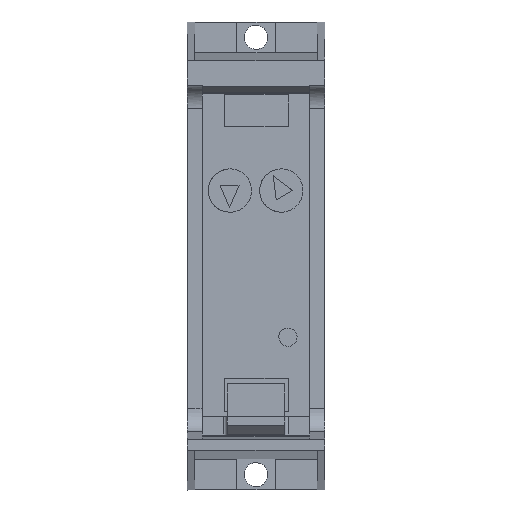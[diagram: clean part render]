
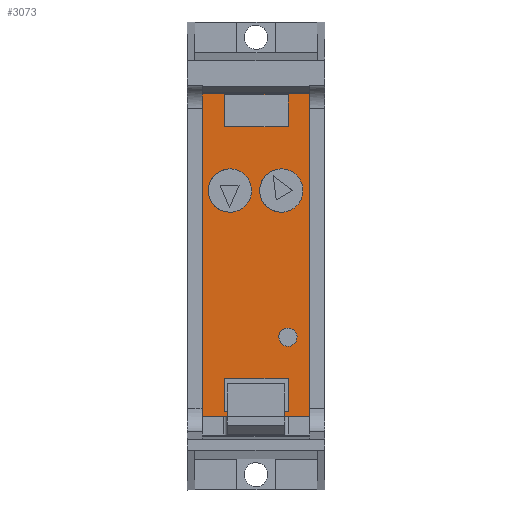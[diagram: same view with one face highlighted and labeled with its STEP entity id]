
A CAD part, top view. The second image highlights one B-rep face of the part: STEP entity #3073.
In plain terms, the highlighted planar face has unit normal (0, 0, 1).
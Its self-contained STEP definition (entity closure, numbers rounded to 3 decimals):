
#566=AXIS2_PLACEMENT_3D('Circle Axis2P3D',#564,#565,$) ;
#805=AXIS2_PLACEMENT_3D('Circle Axis2P3D',#803,#804,$) ;
#3042=AXIS2_PLACEMENT_3D('Plane Axis2P3D',#3039,#3040,#3041) ;
#37=CARTESIAN_POINT('Line Origine',(8.95,51.525,17.51)) ;
#41=CARTESIAN_POINT('Vertex',(15.939,51.525,17.51)) ;
#43=CARTESIAN_POINT('Vertex',(1.961,51.525,17.51)) ;
#77=CARTESIAN_POINT('Line Origine',(15.939,30.475,17.51)) ;
#81=CARTESIAN_POINT('Vertex',(15.939,9.425,17.51)) ;
#310=CARTESIAN_POINT('Vertex',(1.961,9.425,17.51)) ;
#313=CARTESIAN_POINT('Line Origine',(1.961,9.525,17.51)) ;
#317=CARTESIAN_POINT('Vertex',(1.961,9.625,17.51)) ;
#320=CARTESIAN_POINT('Line Origine',(1.961,30.394,17.51)) ;
#324=CARTESIAN_POINT('Vertex',(1.961,51.162,17.51)) ;
#327=CARTESIAN_POINT('Line Origine',(1.961,51.344,17.51)) ;
#365=CARTESIAN_POINT('Line Origine',(8.95,9.425,17.51)) ;
#414=CARTESIAN_POINT('Line Origine',(9.,47.175,17.51)) ;
#418=CARTESIAN_POINT('Vertex',(4.85,47.175,17.51)) ;
#420=CARTESIAN_POINT('Vertex',(13.15,47.175,17.51)) ;
#462=CARTESIAN_POINT('Line Origine',(13.15,51.343,17.51)) ;
#466=CARTESIAN_POINT('Vertex',(13.15,51.355,17.51)) ;
#468=CARTESIAN_POINT('Vertex',(13.15,51.331,17.51)) ;
#483=CARTESIAN_POINT('Line Origine',(13.15,49.253,17.51)) ;
#502=CARTESIAN_POINT('Line Origine',(9.,51.355,17.51)) ;
#506=CARTESIAN_POINT('Vertex',(4.85,51.355,17.51)) ;
#533=CARTESIAN_POINT('Line Origine',(4.85,49.265,17.51)) ;
#559=CARTESIAN_POINT('Vertex',(5.852,36.083,17.51)) ;
#564=CARTESIAN_POINT('Axis2P3D Location',(5.56,38.883,17.51)) ;
#568=CARTESIAN_POINT('Vertex',(5.268,41.683,17.51)) ;
#591=CARTESIAN_POINT('Control Point',(5.268,41.683,17.51)) ;
#592=CARTESIAN_POINT('Control Point',(4.388,41.591,17.51)) ;
#593=CARTESIAN_POINT('Control Point',(3.545,41.154,17.51)) ;
#594=CARTESIAN_POINT('Control Point',(2.922,40.386,17.51)) ;
#595=CARTESIAN_POINT('Control Point',(2.415,38.555,17.51)) ;
#596=CARTESIAN_POINT('Control Point',(3.289,36.868,17.51)) ;
#597=CARTESIAN_POINT('Control Point',(4.057,36.245,17.51)) ;
#598=CARTESIAN_POINT('Control Point',(4.972,35.991,17.51)) ;
#599=CARTESIAN_POINT('Control Point',(5.852,36.083,17.51)) ;
#624=CARTESIAN_POINT('Line Origine',(9.,10.172,17.51)) ;
#628=CARTESIAN_POINT('Vertex',(4.85,10.172,17.51)) ;
#630=CARTESIAN_POINT('Vertex',(13.15,10.172,17.51)) ;
#681=CARTESIAN_POINT('Line Origine',(13.15,12.324,17.51)) ;
#685=CARTESIAN_POINT('Vertex',(13.15,14.475,17.51)) ;
#707=CARTESIAN_POINT('Line Origine',(9.,14.475,17.51)) ;
#711=CARTESIAN_POINT('Vertex',(4.85,14.475,17.51)) ;
#734=CARTESIAN_POINT('Line Origine',(4.85,12.324,17.51)) ;
#760=CARTESIAN_POINT('Vertex',(11.948,41.683,17.51)) ;
#766=CARTESIAN_POINT('Control Point',(11.948,41.683,17.51)) ;
#767=CARTESIAN_POINT('Control Point',(11.068,41.591,17.51)) ;
#768=CARTESIAN_POINT('Control Point',(10.225,41.154,17.51)) ;
#769=CARTESIAN_POINT('Control Point',(9.602,40.386,17.51)) ;
#770=CARTESIAN_POINT('Control Point',(9.095,38.555,17.51)) ;
#771=CARTESIAN_POINT('Control Point',(9.969,36.868,17.51)) ;
#772=CARTESIAN_POINT('Control Point',(10.737,36.245,17.51)) ;
#773=CARTESIAN_POINT('Control Point',(11.652,35.991,17.51)) ;
#774=CARTESIAN_POINT('Control Point',(12.532,36.083,17.51)) ;
#775=CARTESIAN_POINT('Vertex',(12.532,36.083,17.51)) ;
#803=CARTESIAN_POINT('Axis2P3D Location',(12.24,38.883,17.51)) ;
#3039=CARTESIAN_POINT('Axis2P3D Location',(18.05,9.425,17.51)) ;
#38=DIRECTION('Vector Direction',(-1.,0.,0.)) ;
#78=DIRECTION('Vector Direction',(0.,1.,0.)) ;
#314=DIRECTION('Vector Direction',(0.,1.,0.)) ;
#321=DIRECTION('Vector Direction',(0.,-1.,0.)) ;
#328=DIRECTION('Vector Direction',(0.,1.,0.)) ;
#366=DIRECTION('Vector Direction',(-1.,0.,0.)) ;
#415=DIRECTION('Vector Direction',(1.,0.,0.)) ;
#463=DIRECTION('Vector Direction',(0.,-1.,0.)) ;
#484=DIRECTION('Vector Direction',(0.,-1.,0.)) ;
#503=DIRECTION('Vector Direction',(-1.,0.,0.)) ;
#534=DIRECTION('Vector Direction',(0.,-1.,0.)) ;
#565=DIRECTION('Axis2P3D Direction',(0.,0.,1.)) ;
#625=DIRECTION('Vector Direction',(1.,0.,0.)) ;
#682=DIRECTION('Vector Direction',(0.,-1.,0.)) ;
#708=DIRECTION('Vector Direction',(1.,0.,0.)) ;
#735=DIRECTION('Vector Direction',(0.,-1.,0.)) ;
#804=DIRECTION('Axis2P3D Direction',(0.,0.,1.)) ;
#3040=DIRECTION('Axis2P3D Direction',(0.,0.,-1.)) ;
#3041=DIRECTION('Axis2P3D XDirection',(0.,1.,0.)) ;
#39=VECTOR('Line Direction',#38,1.) ;
#79=VECTOR('Line Direction',#78,1.) ;
#315=VECTOR('Line Direction',#314,1.) ;
#322=VECTOR('Line Direction',#321,1.) ;
#329=VECTOR('Line Direction',#328,1.) ;
#367=VECTOR('Line Direction',#366,1.) ;
#416=VECTOR('Line Direction',#415,1.) ;
#464=VECTOR('Line Direction',#463,1.) ;
#485=VECTOR('Line Direction',#484,1.) ;
#504=VECTOR('Line Direction',#503,1.) ;
#535=VECTOR('Line Direction',#534,1.) ;
#626=VECTOR('Line Direction',#625,1.) ;
#683=VECTOR('Line Direction',#682,1.) ;
#709=VECTOR('Line Direction',#708,1.) ;
#736=VECTOR('Line Direction',#735,1.) ;
#3045=ORIENTED_EDGE('',*,*,#331,.F.) ;
#3046=ORIENTED_EDGE('',*,*,#326,.F.) ;
#3047=ORIENTED_EDGE('',*,*,#319,.F.) ;
#3048=ORIENTED_EDGE('',*,*,#369,.F.) ;
#3049=ORIENTED_EDGE('',*,*,#83,.T.) ;
#3050=ORIENTED_EDGE('',*,*,#45,.T.) ;
#3053=ORIENTED_EDGE('',*,*,#777,.F.) ;
#3054=ORIENTED_EDGE('',*,*,#807,.F.) ;
#3057=ORIENTED_EDGE('',*,*,#570,.F.) ;
#3058=ORIENTED_EDGE('',*,*,#600,.F.) ;
#3061=ORIENTED_EDGE('',*,*,#422,.F.) ;
#3062=ORIENTED_EDGE('',*,*,#537,.F.) ;
#3063=ORIENTED_EDGE('',*,*,#508,.F.) ;
#3064=ORIENTED_EDGE('',*,*,#470,.T.) ;
#3065=ORIENTED_EDGE('',*,*,#487,.T.) ;
#3068=ORIENTED_EDGE('',*,*,#738,.F.) ;
#3069=ORIENTED_EDGE('',*,*,#713,.T.) ;
#3070=ORIENTED_EDGE('',*,*,#687,.T.) ;
#3071=ORIENTED_EDGE('',*,*,#632,.F.) ;
#3055=FACE_BOUND('',#3052,.T.) ;
#3059=FACE_BOUND('',#3056,.T.) ;
#3066=FACE_BOUND('',#3060,.T.) ;
#3072=FACE_BOUND('',#3067,.T.) ;
#3073=ADVANCED_FACE('SOCKEL',(#3051,#3055,#3059,#3066,#3072),#3043,.F.) ;
#590=B_SPLINE_CURVE_WITH_KNOTS('',5,(#591,#592,#593,#594,#595,#596,#597,#598,#599),.UNSPECIFIED.,.F.,.U.,(6,3,6),(-4.422,0.,4.422),.UNSPECIFIED.) ;
#765=B_SPLINE_CURVE_WITH_KNOTS('',5,(#766,#767,#768,#769,#770,#771,#772,#773,#774),.UNSPECIFIED.,.F.,.U.,(6,3,6),(-4.422,0.,4.422),.UNSPECIFIED.) ;
#567=CIRCLE('generated circle',#566,2.815) ;
#806=CIRCLE('generated circle',#805,2.815) ;
#45=EDGE_CURVE('',#42,#44,#40,.T.) ;
#83=EDGE_CURVE('',#82,#42,#80,.T.) ;
#319=EDGE_CURVE('',#311,#318,#316,.T.) ;
#326=EDGE_CURVE('',#318,#325,#323,.F.) ;
#331=EDGE_CURVE('',#325,#44,#330,.T.) ;
#369=EDGE_CURVE('',#82,#311,#368,.T.) ;
#422=EDGE_CURVE('',#419,#421,#417,.T.) ;
#470=EDGE_CURVE('',#467,#469,#465,.T.) ;
#487=EDGE_CURVE('',#469,#421,#486,.T.) ;
#508=EDGE_CURVE('',#467,#507,#505,.T.) ;
#537=EDGE_CURVE('',#507,#419,#536,.T.) ;
#570=EDGE_CURVE('',#560,#569,#567,.T.) ;
#600=EDGE_CURVE('',#569,#560,#590,.T.) ;
#632=EDGE_CURVE('',#629,#631,#627,.T.) ;
#687=EDGE_CURVE('',#686,#631,#684,.T.) ;
#713=EDGE_CURVE('',#712,#686,#710,.T.) ;
#738=EDGE_CURVE('',#712,#629,#737,.T.) ;
#777=EDGE_CURVE('',#761,#776,#765,.T.) ;
#807=EDGE_CURVE('',#776,#761,#806,.T.) ;
#3044=EDGE_LOOP('',(#3045,#3046,#3047,#3048,#3049,#3050)) ;
#3052=EDGE_LOOP('',(#3053,#3054)) ;
#3056=EDGE_LOOP('',(#3057,#3058)) ;
#3060=EDGE_LOOP('',(#3061,#3062,#3063,#3064,#3065)) ;
#3067=EDGE_LOOP('',(#3068,#3069,#3070,#3071)) ;
#3051=FACE_OUTER_BOUND('',#3044,.T.) ;
#40=LINE('Line',#37,#39) ;
#80=LINE('Line',#77,#79) ;
#316=LINE('Line',#313,#315) ;
#323=LINE('Line',#320,#322) ;
#330=LINE('Line',#327,#329) ;
#368=LINE('Line',#365,#367) ;
#417=LINE('Line',#414,#416) ;
#465=LINE('Line',#462,#464) ;
#486=LINE('Line',#483,#485) ;
#505=LINE('Line',#502,#504) ;
#536=LINE('Line',#533,#535) ;
#627=LINE('Line',#624,#626) ;
#684=LINE('Line',#681,#683) ;
#710=LINE('Line',#707,#709) ;
#737=LINE('Line',#734,#736) ;
#3043=PLANE('',#3042) ;
#42=VERTEX_POINT('',#41) ;
#44=VERTEX_POINT('',#43) ;
#82=VERTEX_POINT('',#81) ;
#311=VERTEX_POINT('',#310) ;
#318=VERTEX_POINT('',#317) ;
#325=VERTEX_POINT('',#324) ;
#419=VERTEX_POINT('',#418) ;
#421=VERTEX_POINT('',#420) ;
#467=VERTEX_POINT('',#466) ;
#469=VERTEX_POINT('',#468) ;
#507=VERTEX_POINT('',#506) ;
#560=VERTEX_POINT('',#559) ;
#569=VERTEX_POINT('',#568) ;
#629=VERTEX_POINT('',#628) ;
#631=VERTEX_POINT('',#630) ;
#686=VERTEX_POINT('',#685) ;
#712=VERTEX_POINT('',#711) ;
#761=VERTEX_POINT('',#760) ;
#776=VERTEX_POINT('',#775) ;
